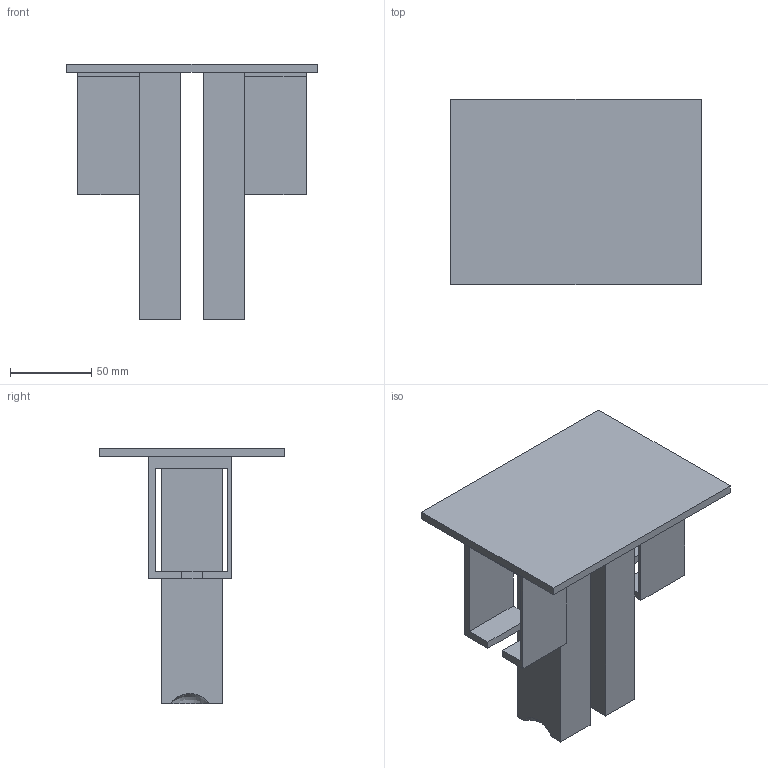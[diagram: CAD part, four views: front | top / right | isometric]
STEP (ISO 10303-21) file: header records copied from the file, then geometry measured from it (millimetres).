
FILE_DESCRIPTION(/* description */ ('','CAx-IF Rec.Pracs.---Representation and Presentation of Product Manufacturing Information (PMI)---4.0---2014-10-13'),/* implementation_level */ '2;1');
FILE_NAME(/* name */ '34341234.step',/* time_stamp */ '2025-03-01T21:23:56-05:00',/* author */ (''),/* organization */ (''),/* preprocessor_version */ 'ST-DEVELOPER v20',/* originating_system */ 'Autodesk Translation Framework v13.20.0.188',/* authorisation */ '');
FILE_SCHEMA (('AP242_MANAGED_MODEL_BASED_3D_ENGINEERING_MIM_LF { 1 0 10303 442 1 1 4 }'));
Length unit declared in the file: inch
Products named in the file (1): Untitled
Bounding box: 154.09 x 114.3 x 157.48 mm (x, y, z)
Volume: 456336.9 mm3; surface area: 105586.6 mm2
Topology: 1 solids, 1 shells, 55 faces, 161 edges, 98 vertices
Faces by surface type: plane 53, bspline 2
Entity records: 1806 total; most frequent: CARTESIAN_POINT 339, ORIENTED_EDGE 314, DIRECTION 269, EDGE_CURVE 157, LINE 153, VECTOR 153, VERTEX_POINT 98, AXIS2_PLACEMENT_3D 58
